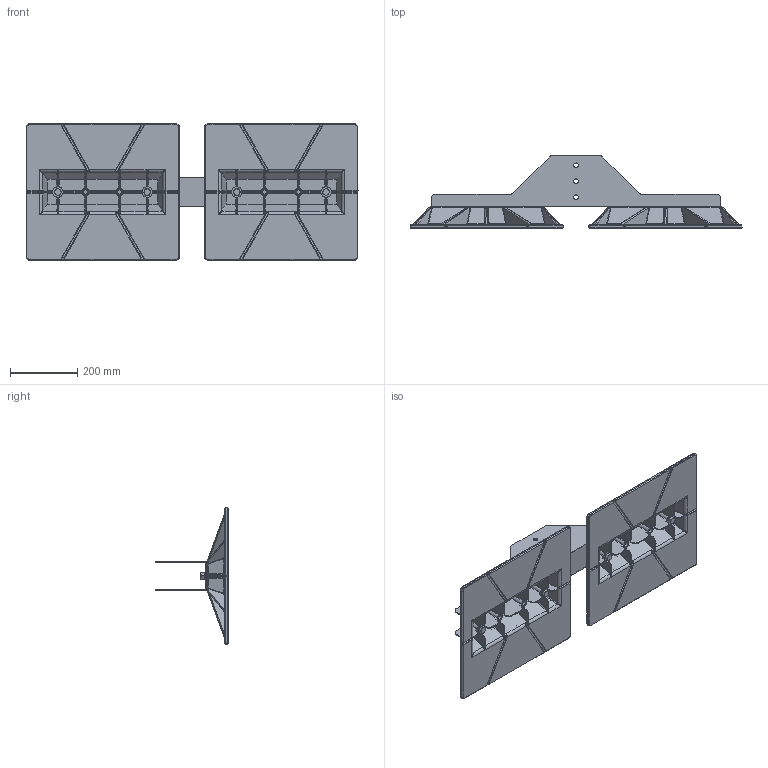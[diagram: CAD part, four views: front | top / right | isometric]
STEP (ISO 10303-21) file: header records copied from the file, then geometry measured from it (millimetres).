
FILE_DESCRIPTION((''),'2;1');
FILE_NAME('Model 16-H Base P.stp','2012-11-21T13:32:48',('rdavis'),(''),'Autodesk Inventor 2013','Autodesk Inventor 2013','');
FILE_SCHEMA(('AUTOMOTIVE_DESIGN { 1 0 10303 214 1 1 1 1 }'));
Length unit declared in the file: inch
Products named in the file (8): Model 16-H Base P; 16x18 No Logo; Lock Washer Spring Heavy_AI_LW 0; Z-Strut Supt-16H HDG; Hex Bolt - Inch 1/2-13 UNC - 2.5; Hex Nut - Inch 1/2 - 13; Plain Washer (Inch) 1/2 - Regular - Type B
Assembly tree (21 placements, depth 2):
  Model 16-H Base P
    16x18 No Logo  x2
    Lock Washer Spring Heavy_AI_LW 0  x4
    Z-Strut Supt-16H HDG
    Hex Bolt - Inch 1/2-13 UNC - 2.5  x4
    Hex Nut - Inch 1/2 - 13  x4
    Plain Washer (Inch) 1/2 - Regular - Type B  x4
    Lock Washer Spring Heavy_AI_LW 0  x2
Bounding box: 990.6 x 215.9 x 406.4 mm (x, y, z)
Volume: 4622783.7 mm3; surface area: 1572462.2 mm2
Topology: 21 solids, 21 shells, 4246 faces, 10720 edges, 6306 vertices
Faces by surface type: bspline 2672, cylinder 730, plane 412, torus 168, cone 152, sphere 112
Full cylindrical faces by diameter (mm): 10.592 x4, 12.7 x4, 13.081 x4, 13.487 x4, 14.224 x10, 19.05 x4, 31.75 x4
Entity records: 134771 total; most frequent: CARTESIAN_POINT 91661, ORIENTED_EDGE 10300, DIRECTION 6357, EDGE_CURVE 5150, VERTEX_POINT 3112, AXIS2_PLACEMENT_3D 2763, EDGE_LOOP 2146, FACE_OUTER_BOUND 2083
